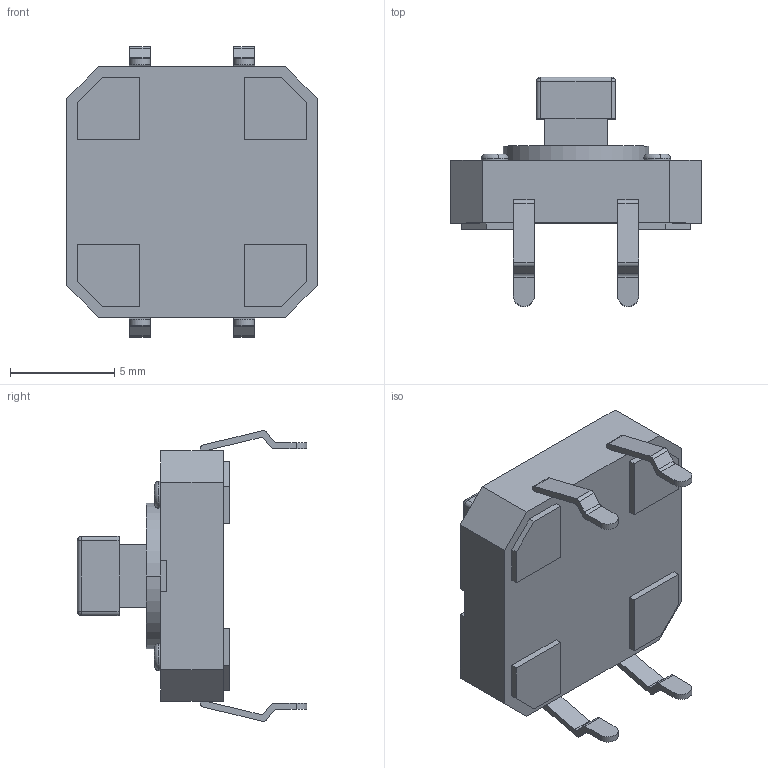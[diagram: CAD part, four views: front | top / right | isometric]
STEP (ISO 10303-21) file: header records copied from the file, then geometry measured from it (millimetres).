
FILE_DESCRIPTION (( 'STEP AP214' ), '1' );
FILE_NAME ('PTS125SJx73.STEP', '2021-04-18T08:26:33', ( '' ), ( '' ), 'SwSTEP 2.0', 'SolidWorks 2018', '' );
FILE_SCHEMA (( 'AUTOMOTIVE_DESIGN' ));
Length unit declared in the file: millimetre
Products named in the file (1): PTS125SJx73
Bounding box: 12 x 11 x 13.95 mm (x, y, z)
Volume: 492.1 mm3; surface area: 590.3 mm2
Topology: 1 solids, 1 shells, 189 faces, 496 edges, 326 vertices
Faces by surface type: plane 127, cylinder 44, sphere 8, torus 8, cone 2
Entity records: 7061 total; most frequent: CARTESIAN_POINT 1048, DIRECTION 994, ORIENTED_EDGE 992, EDGE_CURVE 496, LINE 370, VECTOR 370, VERTEX_POINT 326, AXIS2_PLACEMENT_3D 312
